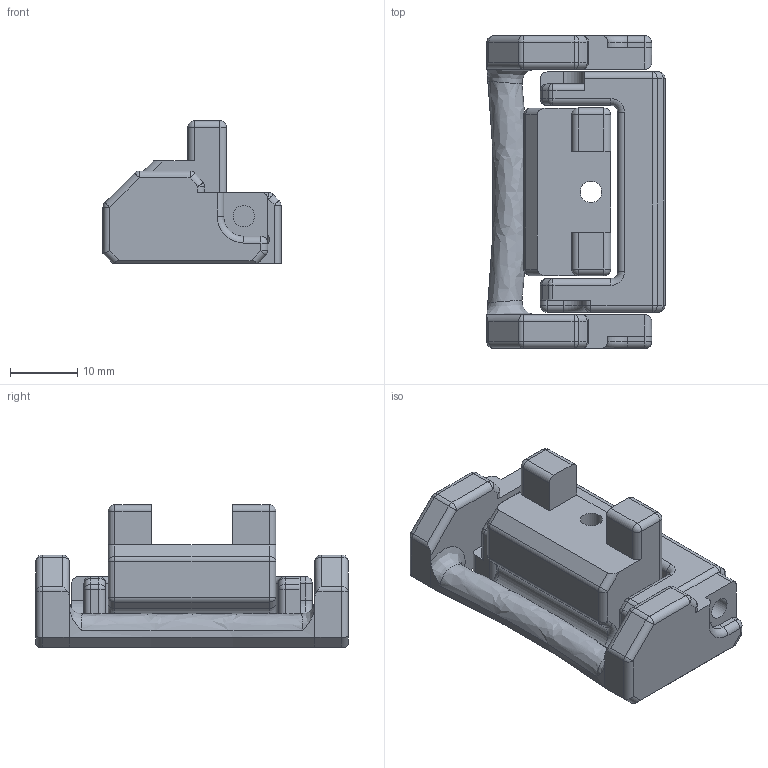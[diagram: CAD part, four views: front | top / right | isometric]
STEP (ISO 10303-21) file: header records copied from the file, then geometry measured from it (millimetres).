
FILE_DESCRIPTION(/* description */ (''),/* implementation_level */ '2;1');
FILE_NAME(/* name */ 'NewLatch-m3-hinge v7.step',/* time_stamp */ '2022-09-17T16:22:43+01:00',/* author */ (''),/* organization */ (''),/* preprocessor_version */ 'ST-DEVELOPER v19',/* originating_system */ 'Autodesk Translation Framework v11.7.0.108',/* authorisation */ '');
FILE_SCHEMA (('AUTOMOTIVE_DESIGN { 1 0 10303 214 3 1 1 }'));
Length unit declared in the file: millimetre
Products named in the file (1): NewLatch-m3-hinge
Bounding box: 26.54 x 46.6 x 21.24 mm (x, y, z)
Volume: 11370.1 mm3; surface area: 6937.6 mm2
Topology: 3 solids, 3 shells, 285 faces, 662 edges, 387 vertices
Faces by surface type: cylinder 115, plane 102, sphere 42, torus 13, bspline 9, cone 4
Full cylindrical faces by diameter (mm): 2.8 x3, 3.2 x5
Entity records: 8497 total; most frequent: CARTESIAN_POINT 1855, DIRECTION 1467, ORIENTED_EDGE 1324, EDGE_CURVE 662, AXIS2_PLACEMENT_3D 546, VERTEX_POINT 387, LINE 375, VECTOR 375
